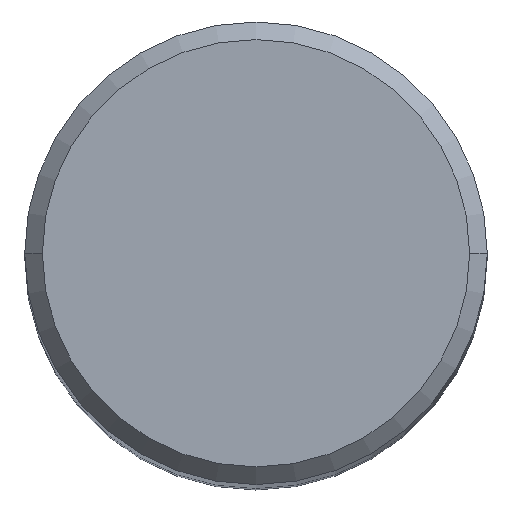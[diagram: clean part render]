
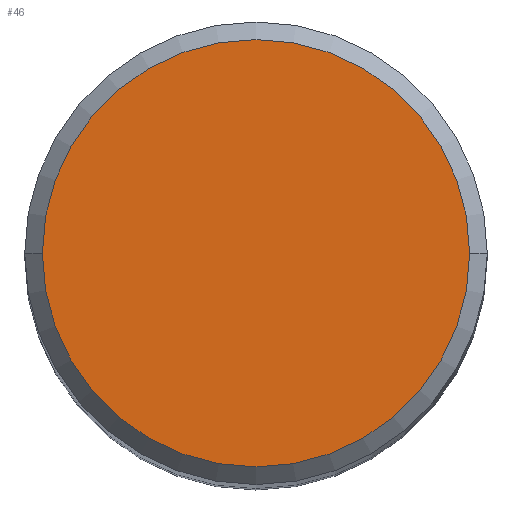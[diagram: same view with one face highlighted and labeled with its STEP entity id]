
A CAD part, top view. The second image highlights one B-rep face of the part: STEP entity #46.
In plain terms, the highlighted planar face has unit normal (0, 0, 1).
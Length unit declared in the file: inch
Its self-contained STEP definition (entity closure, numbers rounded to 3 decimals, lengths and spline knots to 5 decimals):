
#10 = VERTEX_POINT ( 'NONE', #333 ) ;
#46 = ADVANCED_FACE ( 'NONE', ( #165 ), #171, .T. ) ;
#53 = EDGE_CURVE ( 'NONE', #95, #10, #58, .T. ) ;
#58 = CIRCLE ( 'NONE', #159, 0.18185 ) ;
#61 = DIRECTION ( 'NONE',  ( 0., 0., 1. ) ) ;
#90 = DIRECTION ( 'NONE',  ( 1., 0., 0. ) ) ;
#95 = VERTEX_POINT ( 'NONE', #120 ) ;
#97 = EDGE_LOOP ( 'NONE', ( #232, #313 ) ) ;
#100 = CARTESIAN_POINT ( 'NONE',  ( 0., 0., 2.83465 ) ) ;
#120 = CARTESIAN_POINT ( 'NONE',  ( 0.18185, 0., 2.83465 ) ) ;
#125 = EDGE_CURVE ( 'NONE', #10, #95, #161, .T. ) ;
#159 = AXIS2_PLACEMENT_3D ( 'NONE', #223, #61, #90 ) ;
#161 = CIRCLE ( 'NONE', #214, 0.18185 ) ;
#165 = FACE_OUTER_BOUND ( 'NONE', #97, .T. ) ;
#171 = PLANE ( 'NONE',  #197 ) ;
#176 = DIRECTION ( 'NONE',  ( 0., 0., 1. ) ) ;
#197 = AXIS2_PLACEMENT_3D ( 'NONE', #329, #280, #277 ) ;
#214 = AXIS2_PLACEMENT_3D ( 'NONE', #100, #176, #238 ) ;
#223 = CARTESIAN_POINT ( 'NONE',  ( 0., 0., 2.83465 ) ) ;
#232 = ORIENTED_EDGE ( 'NONE', *, *, #125, .T. ) ;
#238 = DIRECTION ( 'NONE',  ( 1., 0., 0. ) ) ;
#277 = DIRECTION ( 'NONE',  ( 1., 0., 0. ) ) ;
#280 = DIRECTION ( 'NONE',  ( 0., 0., 1. ) ) ;
#313 = ORIENTED_EDGE ( 'NONE', *, *, #53, .T. ) ;
#329 = CARTESIAN_POINT ( 'NONE',  ( 0., 0., 2.83465 ) ) ;
#333 = CARTESIAN_POINT ( 'NONE',  ( -0.18185, 0., 2.83465 ) ) ;
